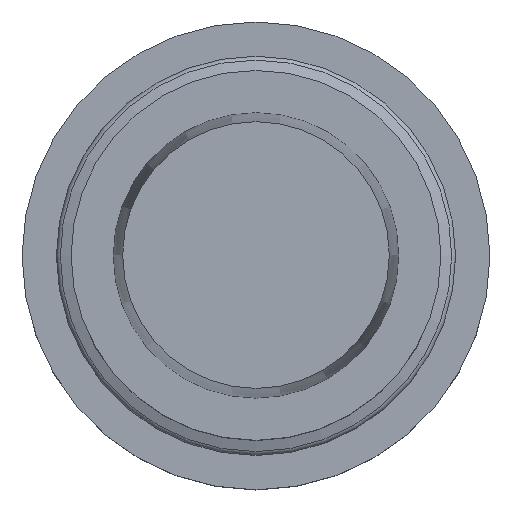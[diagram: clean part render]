
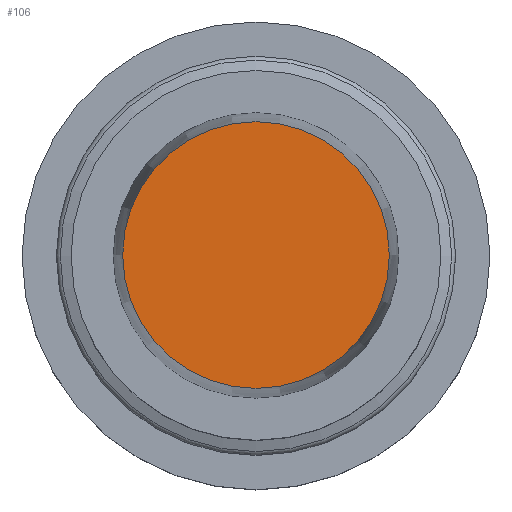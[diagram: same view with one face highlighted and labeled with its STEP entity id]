
A CAD part, top view. The second image highlights one B-rep face of the part: STEP entity #106.
In plain terms, the highlighted planar face has unit normal (0, 0, 1).
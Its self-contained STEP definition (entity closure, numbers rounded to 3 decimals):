
#75=FACE_OUTER_BOUND('',#223,.T.);
#106=ADVANCED_FACE('CU_CO_N1_SU_3',(#75),#127,.F.);
#127=PLANE('',#484);
#223=EDGE_LOOP('',(#283));
#283=ORIENTED_EDGE('',*,*,#356,.F.);
#326=VERTEX_POINT('',#713);
#356=EDGE_CURVE('',#326,#326,#386,.T.);
#386=CIRCLE('',#483,22.712);
#483=AXIS2_PLACEMENT_3D('',#712,#596,#597);
#484=AXIS2_PLACEMENT_3D('',#714,#598,#599);
#596=DIRECTION('',(0.,0.,-1.));
#597=DIRECTION('',(-1.,0.,0.));
#598=DIRECTION('',(0.,0.,-1.));
#599=DIRECTION('',(-1.,0.,0.));
#712=CARTESIAN_POINT('',(0.,0.,32.));
#713=CARTESIAN_POINT('',(-22.712,0.,32.));
#714=CARTESIAN_POINT('',(0.,0.,32.));
